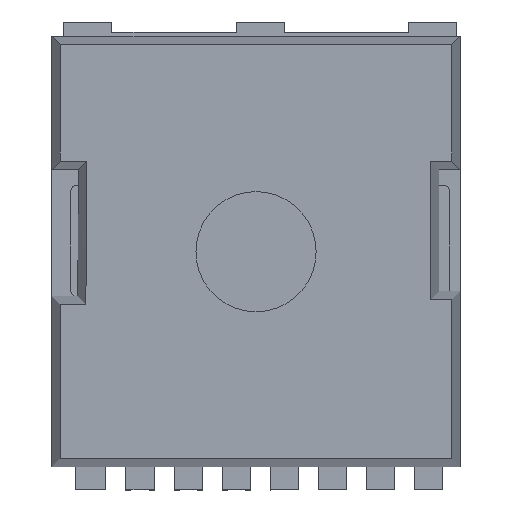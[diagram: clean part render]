
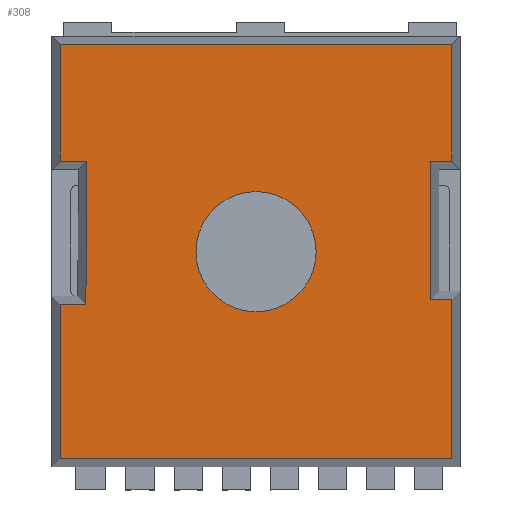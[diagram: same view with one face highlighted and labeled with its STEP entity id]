
A CAD part, top view. The second image highlights one B-rep face of the part: STEP entity #308.
In plain terms, the highlighted planar face has unit normal (0, 0, 1).
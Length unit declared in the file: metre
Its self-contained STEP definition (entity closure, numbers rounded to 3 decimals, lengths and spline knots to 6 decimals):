
#308=ADVANCED_FACE('0:179',(#631,#632),#633,.T.);
#631=FACE_BOUND('',#1159,.T.);
#632=FACE_OUTER_BOUND('',#1160,.T.);
#633=PLANE('',#1161);
#1159=EDGE_LOOP('',(#1936,#1937));
#1160=EDGE_LOOP('',(#1938,#1939,#1940,#1941,#1942,#1943,#1944,#1945,#1946,#1947,#1948,#1949));
#1161=AXIS2_PLACEMENT_3D('',#1950,#1951,#1952);
#1936=ORIENTED_EDGE('',*,*,#3842,.T.);
#1937=ORIENTED_EDGE('',*,*,#3843,.T.);
#1938=ORIENTED_EDGE('',*,*,#3990,.T.);
#1939=ORIENTED_EDGE('',*,*,#3991,.T.);
#1940=ORIENTED_EDGE('',*,*,#3992,.T.);
#1941=ORIENTED_EDGE('',*,*,#3993,.T.);
#1942=ORIENTED_EDGE('',*,*,#3994,.T.);
#1943=ORIENTED_EDGE('',*,*,#3995,.T.);
#1944=ORIENTED_EDGE('',*,*,#3996,.T.);
#1945=ORIENTED_EDGE('',*,*,#3997,.T.);
#1946=ORIENTED_EDGE('',*,*,#3998,.T.);
#1947=ORIENTED_EDGE('',*,*,#3999,.T.);
#1948=ORIENTED_EDGE('',*,*,#4000,.T.);
#1949=ORIENTED_EDGE('',*,*,#4001,.T.);
#1950=CARTESIAN_POINT('',(0.0,0.0,0.0023));
#1951=DIRECTION('',(0.0,0.0,1.0));
#1952=DIRECTION('',(1.0,0.0,0.0));
#3842=EDGE_CURVE('1:953',#4572,#4576,#4578,.T.);
#3843=EDGE_CURVE('1:953',#4576,#4572,#4579,.T.);
#3990=EDGE_CURVE('0:832',#4840,#4841,#4842,.T.);
#3991=EDGE_CURVE('0:835',#4841,#4843,#4844,.T.);
#3992=EDGE_CURVE('0:838',#4843,#4845,#4846,.T.);
#3993=EDGE_CURVE('0:841',#4845,#4847,#4848,.T.);
#3994=EDGE_CURVE('0:844',#4847,#4849,#4850,.T.);
#3995=EDGE_CURVE('0:847',#4849,#4851,#4852,.T.);
#3996=EDGE_CURVE('0:850',#4851,#4853,#4854,.T.);
#3997=EDGE_CURVE('0:853',#4853,#4855,#4856,.T.);
#3998=EDGE_CURVE('0:856',#4855,#4857,#4858,.T.);
#3999=EDGE_CURVE('0:859',#4857,#4859,#4860,.T.);
#4000=EDGE_CURVE('0:862',#4859,#4861,#4862,.T.);
#4001=EDGE_CURVE('0:865',#4861,#4840,#4863,.T.);
#4572=VERTEX_POINT('',#5773);
#4576=VERTEX_POINT('',#5778);
#4578=CIRCLE('',#5781,0.0015);
#4579=CIRCLE('',#5782,0.0015);
#4840=VERTEX_POINT('NONE',#6158);
#4841=VERTEX_POINT('NONE',#6159);
#4842=LINE('',#6160,#6161);
#4843=VERTEX_POINT('NONE',#6162);
#4844=LINE('',#6163,#6164);
#4845=VERTEX_POINT('NONE',#6165);
#4846=LINE('',#6166,#6167);
#4847=VERTEX_POINT('NONE',#6168);
#4848=LINE('',#6169,#6170);
#4849=VERTEX_POINT('NONE',#6171);
#4850=LINE('',#6172,#6173);
#4851=VERTEX_POINT('NONE',#6174);
#4852=LINE('',#6175,#6176);
#4853=VERTEX_POINT('NONE',#6177);
#4854=LINE('',#6178,#6179);
#4855=VERTEX_POINT('NONE',#6180);
#4856=LINE('',#6181,#6182);
#4857=VERTEX_POINT('NONE',#6183);
#4858=LINE('',#6184,#6185);
#4859=VERTEX_POINT('NONE',#6186);
#4860=LINE('',#6187,#6188);
#4861=VERTEX_POINT('NONE',#6189);
#4862=LINE('',#6190,#6191);
#4863=LINE('',#6192,#6193);
#5773=CARTESIAN_POINT('',(0.107098,0.0184,0.0023));
#5778=CARTESIAN_POINT('',(0.104098,0.0184,0.0023));
#5781=AXIS2_PLACEMENT_3D('',#7580,#7581,#7582);
#5782=AXIS2_PLACEMENT_3D('',#7583,#7584,#7585);
#6158=CARTESIAN_POINT('',(0.110488,0.023566,0.0023));
#6159=CARTESIAN_POINT('',(0.100707,0.023566,0.0023));
#6160=CARTESIAN_POINT('',(0.110488,0.023566,0.0023));
#6161=VECTOR('',#7794,1.0);
#6162=CARTESIAN_POINT('',(0.100707,0.020663,0.0023));
#6163=CARTESIAN_POINT('',(0.100707,0.023566,0.0023));
#6164=VECTOR('',#7795,1.0);
#6165=CARTESIAN_POINT('',(0.101378,0.020663,0.0023));
#6166=CARTESIAN_POINT('',(0.100707,0.020663,0.0023));
#6167=VECTOR('',#7796,1.0);
#6168=CARTESIAN_POINT('',(0.101351,0.017086,0.0023));
#6169=CARTESIAN_POINT('',(0.101378,0.020663,0.0023));
#6170=VECTOR('',#7797,1.0);
#6171=CARTESIAN_POINT('',(0.100707,0.017086,0.0023));
#6172=CARTESIAN_POINT('',(0.101351,0.017086,0.0023));
#6173=VECTOR('',#7798,1.0);
#6174=CARTESIAN_POINT('',(0.100707,0.013234,0.0023));
#6175=CARTESIAN_POINT('',(0.100707,0.017086,0.0023));
#6176=VECTOR('',#7799,1.0);
#6177=CARTESIAN_POINT('',(0.110488,0.013234,0.0023));
#6178=CARTESIAN_POINT('',(0.100707,0.013234,0.0023));
#6179=VECTOR('',#7800,1.0);
#6180=CARTESIAN_POINT('',(0.110488,0.017211,0.0023));
#6181=CARTESIAN_POINT('',(0.110488,0.013234,0.0023));
#6182=VECTOR('',#7801,1.0);
#6183=CARTESIAN_POINT('',(0.109963,0.017211,0.0023));
#6184=CARTESIAN_POINT('',(0.110488,0.017211,0.0023));
#6185=VECTOR('',#7802,1.0);
#6186=CARTESIAN_POINT('',(0.109963,0.020663,0.0023));
#6187=CARTESIAN_POINT('',(0.109963,0.017211,0.0023));
#6188=VECTOR('',#7803,1.0);
#6189=CARTESIAN_POINT('',(0.110488,0.020663,0.0023));
#6190=CARTESIAN_POINT('',(0.109963,0.020663,0.0023));
#6191=VECTOR('',#7804,1.0);
#6192=CARTESIAN_POINT('',(0.110488,0.020663,0.0023));
#6193=VECTOR('',#7805,1.0);
#7580=CARTESIAN_POINT('',(0.105598,0.0184,0.0023));
#7581=DIRECTION('',(0.0,0.0,-1.0));
#7582=DIRECTION('',(1.0,0.0,0.0));
#7583=CARTESIAN_POINT('',(0.105598,0.0184,0.0023));
#7584=DIRECTION('',(0.0,0.0,-1.0));
#7585=DIRECTION('',(1.0,0.0,0.0));
#7794=DIRECTION('',(-1.0,0.0,0.0));
#7795=DIRECTION('',(0.0,-1.0,0.0));
#7796=DIRECTION('',(1.0,0.0,0.0));
#7797=DIRECTION('',(-0.007,-1.,0.0));
#7798=DIRECTION('',(-1.0,0.0,0.0));
#7799=DIRECTION('',(0.0,-1.0,0.0));
#7800=DIRECTION('',(1.0,0.0,0.0));
#7801=DIRECTION('',(0.0,1.0,0.0));
#7802=DIRECTION('',(-1.0,0.0,0.0));
#7803=DIRECTION('',(0.0,1.0,0.0));
#7804=DIRECTION('',(1.0,0.0,0.0));
#7805=DIRECTION('',(0.0,1.0,0.0));
